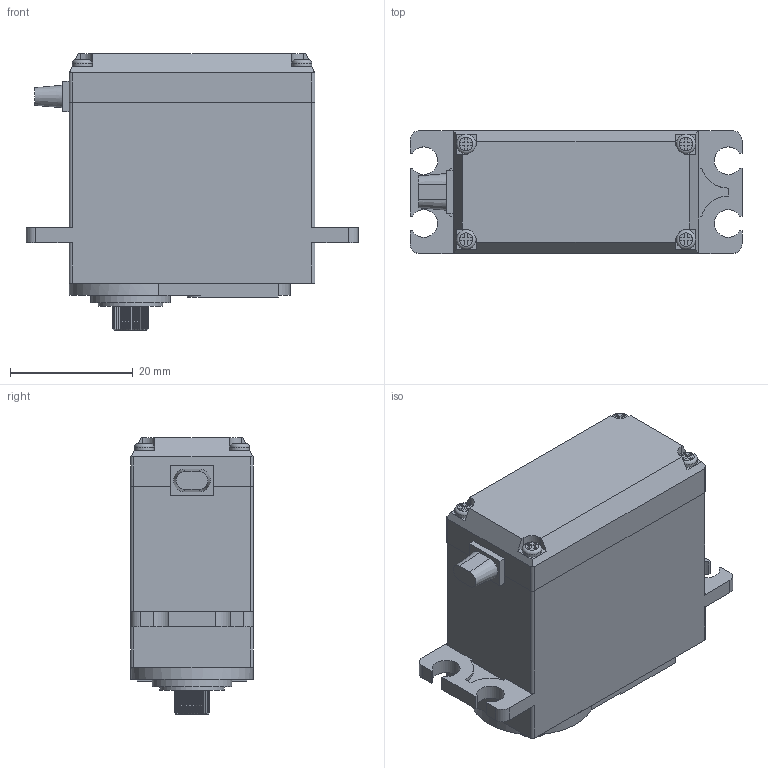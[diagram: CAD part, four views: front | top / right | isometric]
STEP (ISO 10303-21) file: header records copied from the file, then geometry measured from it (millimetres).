
FILE_DESCRIPTION(/* description */ (''),/* implementation_level */ '2;1');
FILE_NAME(/* name */ 'MG995.step',/* time_stamp */ '2025-08-31T22:46:27+03:00',/* author */ (''),/* organization */ (''),/* preprocessor_version */ 'ST-DEVELOPER v20.1',/* originating_system */ 'Autodesk Translation Framework v14.10.0.0',/* authorisation */ '');
FILE_SCHEMA (('AUTOMOTIVE_DESIGN { 1 0 10303 214 3 1 1 }'));
Length unit declared in the file: millimetre
Products named in the file (7): 2025-08-31-19-35-00-713; 2025-08-31-19-46-07-139; 2025-08-31-19-50-55-859; 2025-08-31-20-26-44-017; 2025-08-31-19-50-55-854; 2025-08-31-20-05-50-383; 2025-08-31-20-16-01-802
Assembly tree (6 placements, depth 4):
  2025-08-31-19-35-00-713
    2025-08-31-19-46-07-139
      2025-08-31-19-50-55-859
        2025-08-31-20-26-44-017
      2025-08-31-19-50-55-854
      2025-08-31-20-05-50-383
      2025-08-31-20-16-01-802
Bounding box: 54 x 20 x 44.96 mm (x, y, z)
Volume: 31590.8 mm3; surface area: 8879.3 mm2
Topology: 8 solids, 8 shells, 390 faces, 996 edges, 628 vertices
Faces by surface type: plane 250, cylinder 98, cone 38, torus 4
Full cylindrical faces by diameter (mm): 3 x2, 3.18 x3, 5.83 x1, 6 x1, 10.5 x1, 13 x1
Entity records: 11931 total; most frequent: CARTESIAN_POINT 2211, DIRECTION 2072, ORIENTED_EDGE 1992, EDGE_CURVE 996, AXIS2_PLACEMENT_3D 745, VERTEX_POINT 628, LINE 582, VECTOR 582
